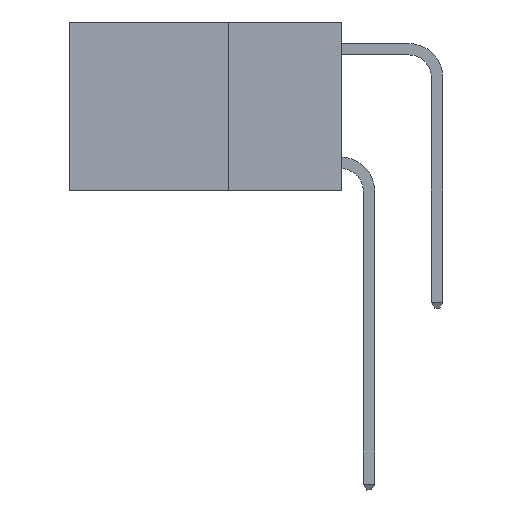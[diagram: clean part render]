
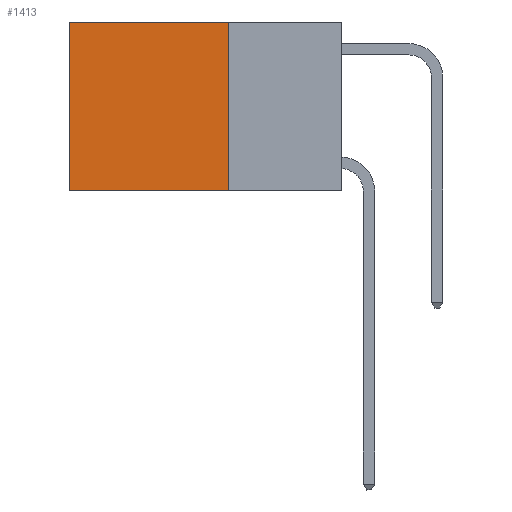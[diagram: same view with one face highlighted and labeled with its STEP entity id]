
A CAD part, left-side view. The second image highlights one B-rep face of the part: STEP entity #1413.
In plain terms, the highlighted planar face has unit normal (-1, 0, 0).
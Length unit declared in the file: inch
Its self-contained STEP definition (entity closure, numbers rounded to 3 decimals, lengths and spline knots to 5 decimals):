
#5 = CARTESIAN_POINT ( 'NONE',  ( 0.2625, 0.6, 0. ) ) ;
#204 = EDGE_CURVE ( 'NONE', #2080, #11360, #2306, .T. ) ;
#346 = PLANE ( 'NONE',  #7520 ) ;
#594 = DIRECTION ( 'NONE',  ( 0., 0., -1. ) ) ;
#759 = DIRECTION ( 'NONE',  ( 0., 0., -1. ) ) ;
#1118 = EDGE_CURVE ( 'NONE', #7655, #2080, #11415, .T. ) ;
#1140 = CARTESIAN_POINT ( 'NONE',  ( 0.2625, 0.25, -0.37 ) ) ;
#1394 = DIRECTION ( 'NONE',  ( 1., 0., 0. ) ) ;
#1413 = ADVANCED_FACE ( 'NONE', ( #11908 ), #346, .F. ) ;
#2080 = VERTEX_POINT ( 'NONE', #5 ) ;
#2306 = LINE ( 'NONE', #10992, #7017 ) ;
#2823 = VECTOR ( 'NONE', #759, 39.37008 ) ;
#3270 = CARTESIAN_POINT ( 'NONE',  ( 0.2625, 0.25, -0.37 ) ) ;
#3349 = CARTESIAN_POINT ( 'NONE',  ( 0.2625, 0.25, 0. ) ) ;
#4203 = ORIENTED_EDGE ( 'NONE', *, *, #204, .T. ) ;
#4277 = ORIENTED_EDGE ( 'NONE', *, *, #11593, .F. ) ;
#4285 = ORIENTED_EDGE ( 'NONE', *, *, #8988, .F. ) ;
#4312 = ORIENTED_EDGE ( 'NONE', *, *, #1118, .T. ) ;
#4636 = EDGE_LOOP ( 'NONE', ( #4203, #4277, #4285, #4312 ) ) ;
#4963 = CARTESIAN_POINT ( 'NONE',  ( 0.2625, 0.6, -0.37 ) ) ;
#5016 = VERTEX_POINT ( 'NONE', #3270 ) ;
#5912 = VECTOR ( 'NONE', #11389, 39.37008 ) ;
#6602 = CARTESIAN_POINT ( 'NONE',  ( 0.2625, 0.25, 0. ) ) ;
#7017 = VECTOR ( 'NONE', #11398, 39.37008 ) ;
#7520 = AXIS2_PLACEMENT_3D ( 'NONE', #11318, #1394, #594 ) ;
#7599 = DIRECTION ( 'NONE',  ( 0., 1., 0. ) ) ;
#7655 = VERTEX_POINT ( 'NONE', #10471 ) ;
#8775 = LINE ( 'NONE', #1140, #5912 ) ;
#8988 = EDGE_CURVE ( 'NONE', #7655, #5016, #10080, .T. ) ;
#9066 = VECTOR ( 'NONE', #7599, 39.37008 ) ;
#10080 = LINE ( 'NONE', #6602, #2823 ) ;
#10471 = CARTESIAN_POINT ( 'NONE',  ( 0.2625, 0.25, 0. ) ) ;
#10992 = CARTESIAN_POINT ( 'NONE',  ( 0.2625, 0.6, 0. ) ) ;
#11318 = CARTESIAN_POINT ( 'NONE',  ( 0.2625, 0.25, 0. ) ) ;
#11360 = VERTEX_POINT ( 'NONE', #4963 ) ;
#11389 = DIRECTION ( 'NONE',  ( 0., 1., 0. ) ) ;
#11398 = DIRECTION ( 'NONE',  ( 0., 0., -1. ) ) ;
#11415 = LINE ( 'NONE', #3349, #9066 ) ;
#11593 = EDGE_CURVE ( 'NONE', #5016, #11360, #8775, .T. ) ;
#11908 = FACE_OUTER_BOUND ( 'NONE', #4636, .T. ) ;
